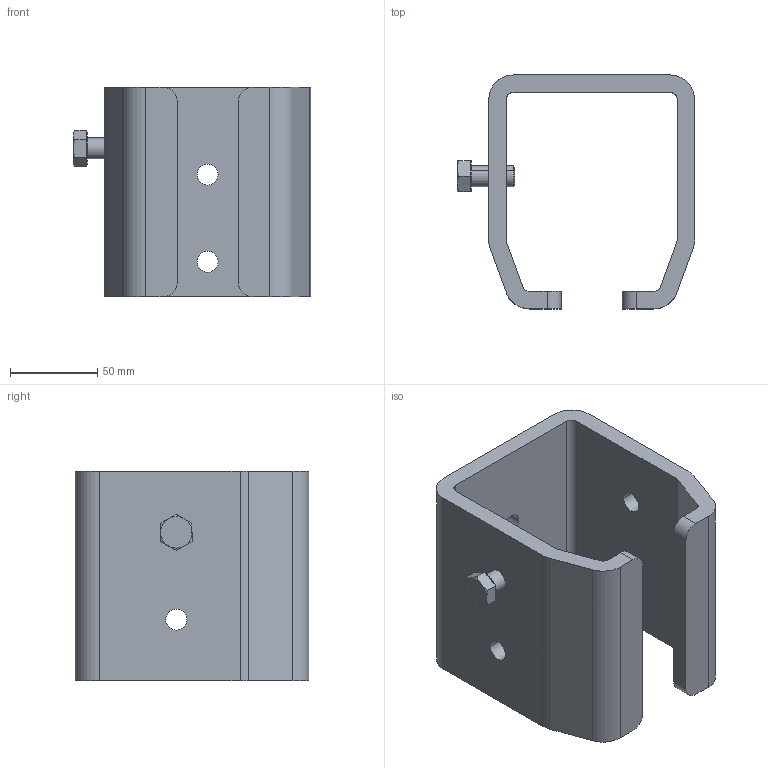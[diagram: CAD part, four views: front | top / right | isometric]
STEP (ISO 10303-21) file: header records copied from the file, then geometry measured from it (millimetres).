
FILE_DESCRIPTION (( 'STEP AP203' ), '1' );
FILE_NAME ('27.B00_B50.STEP', '2018-03-13T11:43:21', ( '' ), ( '' ), 'SwSTEP 2.0', 'SolidWorks 2017', '' );
FILE_SCHEMA (( 'CONFIG_CONTROL_DESIGN' ));
Length unit declared in the file: millimetre
Products named in the file (1): 27.B00_B50
Bounding box: 135.95 x 134 x 120 mm (x, y, z)
Surface area: 108025.6 mm2 (no closed solid volume)
Topology: 0 solids, 4 shells, 64 faces, 176 edges, 116 vertices
Faces by surface type: cylinder 30, plane 26, cone 8
Entity records: 2192 total; most frequent: CARTESIAN_POINT 429, DIRECTION 366, ORIENTED_EDGE 336, EDGE_CURVE 176, AXIS2_PLACEMENT_3D 137, VERTEX_POINT 116, LINE 92, VECTOR 92
